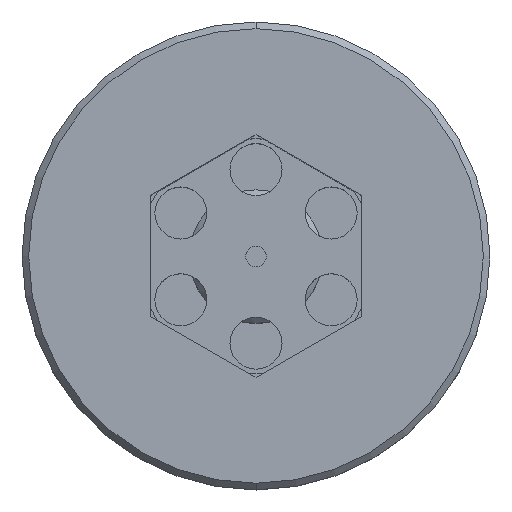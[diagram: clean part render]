
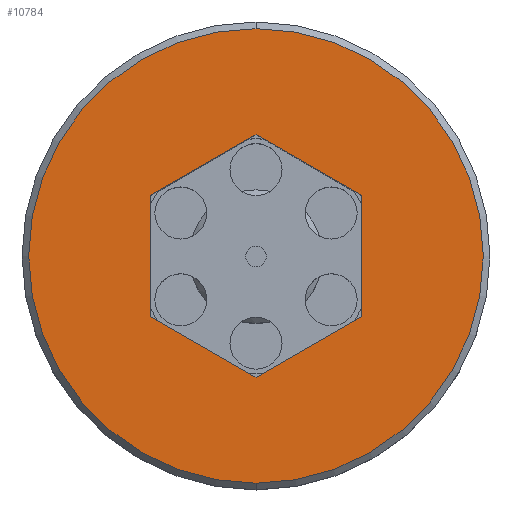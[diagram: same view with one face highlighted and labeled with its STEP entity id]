
A CAD part, top view. The second image highlights one B-rep face of the part: STEP entity #10784.
In plain terms, the highlighted planar face has unit normal (0, 0, 1).
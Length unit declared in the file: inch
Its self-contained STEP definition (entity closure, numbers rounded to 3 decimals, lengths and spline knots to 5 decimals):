
#894=DIRECTION('',(-0.866,-0.5,0.));
#895=VECTOR('',#894,0.18187);
#896=CARTESIAN_POINT('',(0.,0.18187,1.322));
#897=LINE('',#896,#895);
#898=DIRECTION('',(0.,-1.,0.));
#899=VECTOR('',#898,0.18187);
#900=CARTESIAN_POINT('',(-0.1575,0.09093,1.322));
#901=LINE('',#900,#899);
#902=DIRECTION('',(0.866,-0.5,0.));
#903=VECTOR('',#902,0.18187);
#904=CARTESIAN_POINT('',(-0.1575,-0.09093,1.322));
#905=LINE('',#904,#903);
#906=DIRECTION('',(0.866,0.5,0.));
#907=VECTOR('',#906,0.18187);
#908=CARTESIAN_POINT('',(0.,-0.18187,1.322));
#909=LINE('',#908,#907);
#910=DIRECTION('',(0.,1.,0.));
#911=VECTOR('',#910,0.18187);
#912=CARTESIAN_POINT('',(0.1575,-0.09093,1.322));
#913=LINE('',#912,#911);
#914=DIRECTION('',(-0.866,0.5,0.));
#915=VECTOR('',#914,0.18187);
#916=CARTESIAN_POINT('',(0.1575,0.09093,1.322));
#917=LINE('',#916,#915);
#918=CARTESIAN_POINT('',(0.,0.,1.322));
#919=DIRECTION('',(0.,0.,1.));
#920=DIRECTION('',(0.,-1.,0.));
#921=AXIS2_PLACEMENT_3D('',#918,#919,#920);
#936=CARTESIAN_POINT('',(0.,0.,1.322));
#937=DIRECTION('',(0.,0.,1.));
#938=DIRECTION('',(0.,1.,0.));
#939=AXIS2_PLACEMENT_3D('',#936,#937,#938);
#5654=CARTESIAN_POINT('',(0.,0.18187,1.322));
#5655=CARTESIAN_POINT('',(-0.1575,0.09093,1.322));
#5656=VERTEX_POINT('',#5654);
#5657=VERTEX_POINT('',#5655);
#5658=CARTESIAN_POINT('',(-0.1575,-0.09093,1.322));
#5659=VERTEX_POINT('',#5658);
#5660=CARTESIAN_POINT('',(0.,-0.18187,1.322));
#5661=VERTEX_POINT('',#5660);
#5662=CARTESIAN_POINT('',(0.1575,-0.09093,1.322));
#5663=VERTEX_POINT('',#5662);
#5664=CARTESIAN_POINT('',(0.1575,0.09093,1.322));
#5665=VERTEX_POINT('',#5664);
#5666=CARTESIAN_POINT('',(0.,0.3405,1.322));
#5667=CARTESIAN_POINT('',(0.,-0.3405,1.322));
#5668=VERTEX_POINT('',#5666);
#5669=VERTEX_POINT('',#5667);
#10765=CARTESIAN_POINT('',(0.,0.,1.322));
#10766=DIRECTION('',(0.,0.,1.));
#10767=DIRECTION('',(0.,1.,0.));
#10768=AXIS2_PLACEMENT_3D('',#10765,#10766,#10767);
#10769=PLANE('',#10768);
#10771=ORIENTED_EDGE('',*,*,#10770,.F.);
#10773=ORIENTED_EDGE('',*,*,#10772,.F.);
#10774=EDGE_LOOP('',(#10771,#10773));
#10775=FACE_OUTER_BOUND('',#10774,.F.);
#10776=ORIENTED_EDGE('',*,*,#10553,.T.);
#10777=ORIENTED_EDGE('',*,*,#10723,.T.);
#10778=ORIENTED_EDGE('',*,*,#10689,.T.);
#10779=ORIENTED_EDGE('',*,*,#10655,.T.);
#10780=ORIENTED_EDGE('',*,*,#10621,.T.);
#10781=ORIENTED_EDGE('',*,*,#10587,.T.);
#10782=EDGE_LOOP('',(#10776,#10777,#10778,#10779,#10780,#10781));
#10783=FACE_BOUND('',#10782,.F.);
#10784=ADVANCED_FACE('',(#10775,#10783),#10769,.T.);
#922=CIRCLE('',#921,0.3405);
#940=CIRCLE('',#939,0.3405);
#10553=EDGE_CURVE('',#5656,#5657,#897,.T.);
#10587=EDGE_CURVE('',#5665,#5656,#917,.T.);
#10621=EDGE_CURVE('',#5663,#5665,#913,.T.);
#10655=EDGE_CURVE('',#5661,#5663,#909,.T.);
#10689=EDGE_CURVE('',#5659,#5661,#905,.T.);
#10723=EDGE_CURVE('',#5657,#5659,#901,.T.);
#10770=EDGE_CURVE('',#5669,#5668,#922,.T.);
#10772=EDGE_CURVE('',#5668,#5669,#940,.T.);
